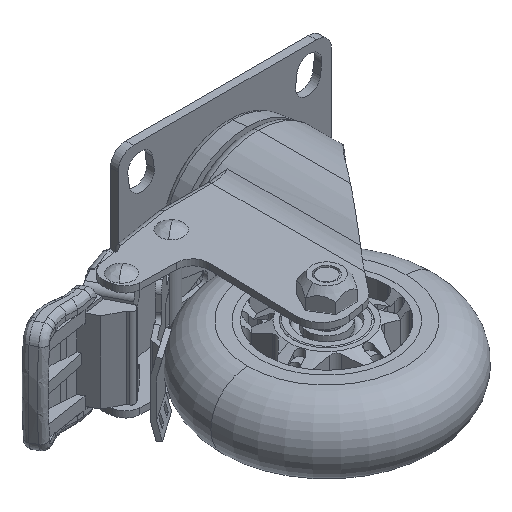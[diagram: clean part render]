
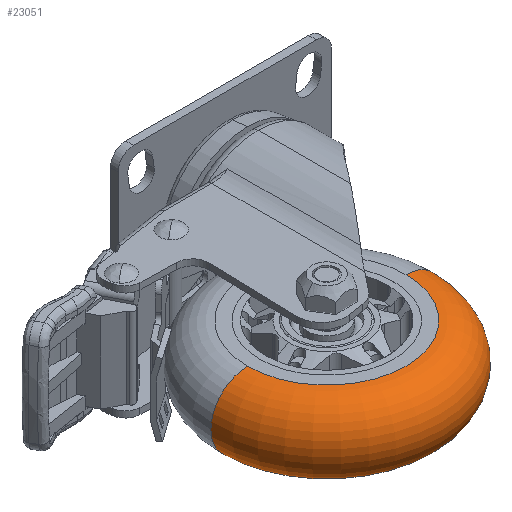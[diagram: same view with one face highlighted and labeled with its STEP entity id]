
A CAD part, isometric view. The second image highlights one B-rep face of the part: STEP entity #23051.
In plain terms, the highlighted toroidal (fillet/blend) face has major radius 26 mm and minor radius 12 mm.
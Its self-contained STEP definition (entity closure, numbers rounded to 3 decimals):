
#1169 = VERTEX_POINT ( 'NONE', #6688 ) ;
#1713 = DIRECTION ( 'NONE',  ( 0., 0., -1. ) ) ;
#1906 = ORIENTED_EDGE ( 'NONE', *, *, #39077, .T. ) ;
#3952 = CARTESIAN_POINT ( 'NONE',  ( -22.004, -66.91, 0. ) ) ;
#4485 = DIRECTION ( 'NONE',  ( 0., 1., 0. ) ) ;
#6094 = AXIS2_PLACEMENT_3D ( 'NONE', #3952, #25096, #7024 ) ;
#6688 = CARTESIAN_POINT ( 'NONE',  ( 29.996, -66.91, 12. ) ) ;
#7024 = DIRECTION ( 'NONE',  ( 0., 0., -1. ) ) ;
#10600 = VERTEX_POINT ( 'NONE', #34119 ) ;
#10951 = VERTEX_POINT ( 'NONE', #38847 ) ;
#10977 = DIRECTION ( 'NONE',  ( -1., 0., 0. ) ) ;
#11130 = CARTESIAN_POINT ( 'NONE',  ( 3.996, -66.91, 12. ) ) ;
#11443 = EDGE_CURVE ( 'NONE', #10951, #21464, #11481, .T. ) ;
#11481 = CIRCLE ( 'NONE', #6094, 12. ) ;
#11570 = TOROIDAL_SURFACE ( 'NONE', #35076, 26., 12. ) ;
#14174 = DIRECTION ( 'NONE',  ( -1., 0., 0. ) ) ;
#14212 = DIRECTION ( 'NONE',  ( 0., 0., -1. ) ) ;
#16681 = CARTESIAN_POINT ( 'NONE',  ( -22.004, -66.91, -12. ) ) ;
#18190 = ORIENTED_EDGE ( 'NONE', *, *, #35586, .F. ) ;
#18502 = AXIS2_PLACEMENT_3D ( 'NONE', #22606, #4485, #25616 ) ;
#19381 = ORIENTED_EDGE ( 'NONE', *, *, #24991, .F. ) ;
#19445 = ORIENTED_EDGE ( 'NONE', *, *, #11443, .T. ) ;
#21001 = EDGE_LOOP ( 'NONE', ( #18190, #1906, #19445, #19381 ) ) ;
#21464 = VERTEX_POINT ( 'NONE', #16681 ) ;
#22335 = CIRCLE ( 'NONE', #18502, 12. ) ;
#22606 = CARTESIAN_POINT ( 'NONE',  ( 29.996, -66.91, 0. ) ) ;
#23051 = ADVANCED_FACE ( 'NONE', ( #27634 ), #11570, .T. ) ;
#24991 = EDGE_CURVE ( 'NONE', #10600, #21464, #27037, .T. ) ;
#25096 = DIRECTION ( 'NONE',  ( 0., -1., 0. ) ) ;
#25616 = DIRECTION ( 'NONE',  ( -1., 0., 0. ) ) ;
#26740 = CIRCLE ( 'NONE', #37778, 26. ) ;
#27037 = CIRCLE ( 'NONE', #29822, 26. ) ;
#27634 = FACE_OUTER_BOUND ( 'NONE', #21001, .T. ) ;
#29059 = CARTESIAN_POINT ( 'NONE',  ( 3.996, -66.91, 0. ) ) ;
#29822 = AXIS2_PLACEMENT_3D ( 'NONE', #32261, #14212, #35291 ) ;
#32221 = DIRECTION ( 'NONE',  ( 0., 0., -1. ) ) ;
#32261 = CARTESIAN_POINT ( 'NONE',  ( 3.996, -66.91, -12. ) ) ;
#34119 = CARTESIAN_POINT ( 'NONE',  ( 29.996, -66.91, -12. ) ) ;
#35076 = AXIS2_PLACEMENT_3D ( 'NONE', #29059, #1713, #10977 ) ;
#35291 = DIRECTION ( 'NONE',  ( -1., 0., 0. ) ) ;
#35586 = EDGE_CURVE ( 'NONE', #1169, #10600, #22335, .T. ) ;
#37778 = AXIS2_PLACEMENT_3D ( 'NONE', #11130, #32221, #14174 ) ;
#38847 = CARTESIAN_POINT ( 'NONE',  ( -22.004, -66.91, 12. ) ) ;
#39077 = EDGE_CURVE ( 'NONE', #1169, #10951, #26740, .T. ) ;
